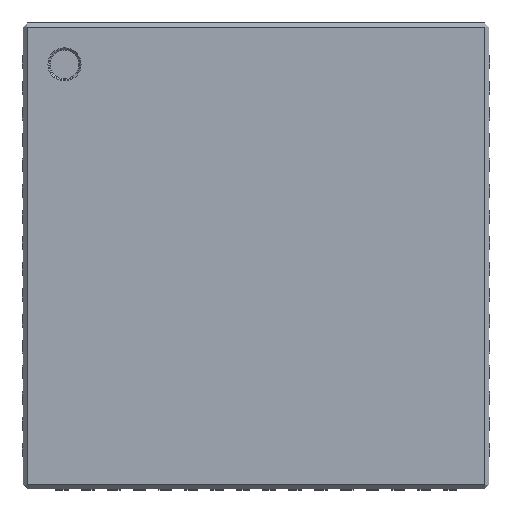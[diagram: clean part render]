
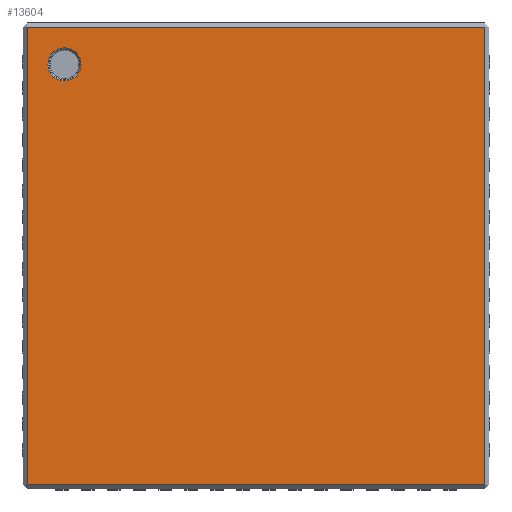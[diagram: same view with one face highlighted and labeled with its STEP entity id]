
A CAD part, top view. The second image highlights one B-rep face of the part: STEP entity #13604.
In plain terms, the highlighted planar face has unit normal (0, 0, 1).
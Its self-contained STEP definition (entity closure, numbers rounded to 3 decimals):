
#10720 = VERTEX_POINT('',#10721);
#10721 = CARTESIAN_POINT('',(-4.42,-4.42,0.92));
#10729 = VERTEX_POINT('',#10730);
#10730 = CARTESIAN_POINT('',(4.42,-4.42,0.92));
#10736 = EDGE_CURVE('',#10720,#10729,#10737,.T.);
#10737 = LINE('',#10738,#10739);
#10738 = CARTESIAN_POINT('',(0.,-4.42,0.92));
#10739 = VECTOR('',#10740,1.);
#10740 = DIRECTION('',(1.,0.,0.));
#10819 = VERTEX_POINT('',#10820);
#10820 = CARTESIAN_POINT('',(4.42,4.42,0.92));
#11087 = EDGE_CURVE('',#10729,#10819,#11088,.T.);
#11088 = LINE('',#11089,#11090);
#11089 = CARTESIAN_POINT('',(4.42,23.284,0.92));
#11090 = VECTOR('',#11091,1.);
#11091 = DIRECTION('',(0.,1.,0.));
#12181 = EDGE_CURVE('',#12182,#10720,#12184,.T.);
#12182 = VERTEX_POINT('',#12183);
#12183 = CARTESIAN_POINT('',(-4.42,4.42,0.92));
#12184 = LINE('',#12185,#12186);
#12185 = CARTESIAN_POINT('',(-4.42,23.284,0.92));
#12186 = VECTOR('',#12187,1.);
#12187 = DIRECTION('',(0.,-1.,0.));
#12959 = EDGE_CURVE('',#10819,#12182,#12960,.T.);
#12960 = LINE('',#12961,#12962);
#12961 = CARTESIAN_POINT('',(0.,4.42,0.92));
#12962 = VECTOR('',#12963,1.);
#12963 = DIRECTION('',(-1.,0.,0.));
#13604 = ADVANCED_FACE('',(#13605,#13625),#13631,.T.);
#13605 = FACE_BOUND('',#13606,.T.);
#13606 = EDGE_LOOP('',(#13607,#13618));
#13607 = ORIENTED_EDGE('',*,*,#13608,.T.);
#13608 = EDGE_CURVE('',#13609,#13611,#13613,.T.);
#13609 = VERTEX_POINT('',#13610);
#13610 = CARTESIAN_POINT('',(-4.02,3.7,0.92));
#13611 = VERTEX_POINT('',#13612);
#13612 = CARTESIAN_POINT('',(-3.38,3.7,0.92));
#13613 = CIRCLE('',#13614,0.32);
#13614 = AXIS2_PLACEMENT_3D('',#13615,#13616,#13617);
#13615 = CARTESIAN_POINT('',(-3.7,3.7,0.92));
#13616 = DIRECTION('',(0.,0.,-1.));
#13617 = DIRECTION('',(-1.,0.,0.));
#13618 = ORIENTED_EDGE('',*,*,#13619,.T.);
#13619 = EDGE_CURVE('',#13611,#13609,#13620,.T.);
#13620 = CIRCLE('',#13621,0.32);
#13621 = AXIS2_PLACEMENT_3D('',#13622,#13623,#13624);
#13622 = CARTESIAN_POINT('',(-3.7,3.7,0.92));
#13623 = DIRECTION('',(0.,0.,-1.));
#13624 = DIRECTION('',(-1.,0.,0.));
#13625 = FACE_BOUND('',#13626,.T.);
#13626 = EDGE_LOOP('',(#13627,#13628,#13629,#13630));
#13627 = ORIENTED_EDGE('',*,*,#11087,.T.);
#13628 = ORIENTED_EDGE('',*,*,#12959,.T.);
#13629 = ORIENTED_EDGE('',*,*,#12181,.T.);
#13630 = ORIENTED_EDGE('',*,*,#10736,.T.);
#13631 = PLANE('',#13632);
#13632 = AXIS2_PLACEMENT_3D('',#13633,#13634,#13635);
#13633 = CARTESIAN_POINT('',(0.,23.284,0.92)
  );
#13634 = DIRECTION('',(0.,0.,1.));
#13635 = DIRECTION('',(-1.,0.,0.));
